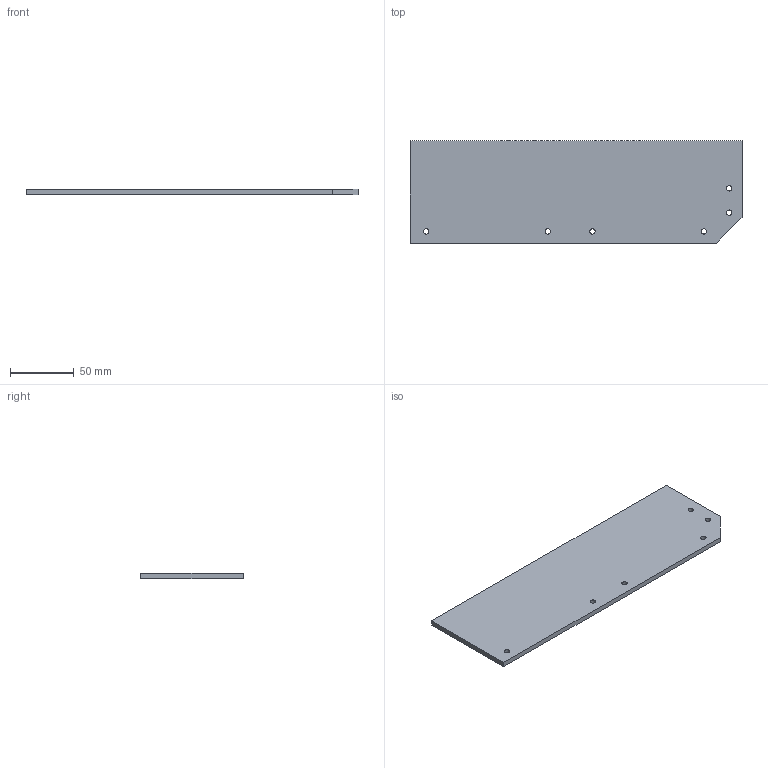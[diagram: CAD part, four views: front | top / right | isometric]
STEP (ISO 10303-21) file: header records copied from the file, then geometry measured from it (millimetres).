
FILE_DESCRIPTION(/* description */ (''),/* implementation_level */ '2;1');
FILE_NAME(/* name */ '',/* time_stamp */ '2025-03-13T17:40:03+03:00',/* author */ ('Phantom'),/* organization */ (''),/* preprocessor_version */ 'ST-DEVELOPER v20',/* originating_system */ 'Autodesk Inventor 2025',/* authorisation */ '');
FILE_SCHEMA (('AUTOMOTIVE_DESIGN { 1 0 10303 214 3 1 1 }'));
Length unit declared in the file: millimetre
Products named in the file (1): ФАЛЬШБОРТА
Bounding box: 260 x 80 x 4 mm (x, y, z)
Volume: 79550.4 mm3; surface area: 45591.7 mm2
Topology: 1 solids, 1 shells, 290 faces, 845 edges, 564 vertices
Faces by surface type: bspline 177, plane 107, cylinder 6
Full cylindrical faces by diameter (mm): 4.2 x6
Entity records: 9928 total; most frequent: CARTESIAN_POINT 3413, ORIENTED_EDGE 1690, EDGE_CURVE 845, DIRECTION 727, VERTEX_POINT 564, LINE 475, VECTOR 475, B_SPLINE_CURVE_WITH_KNOTS 358
